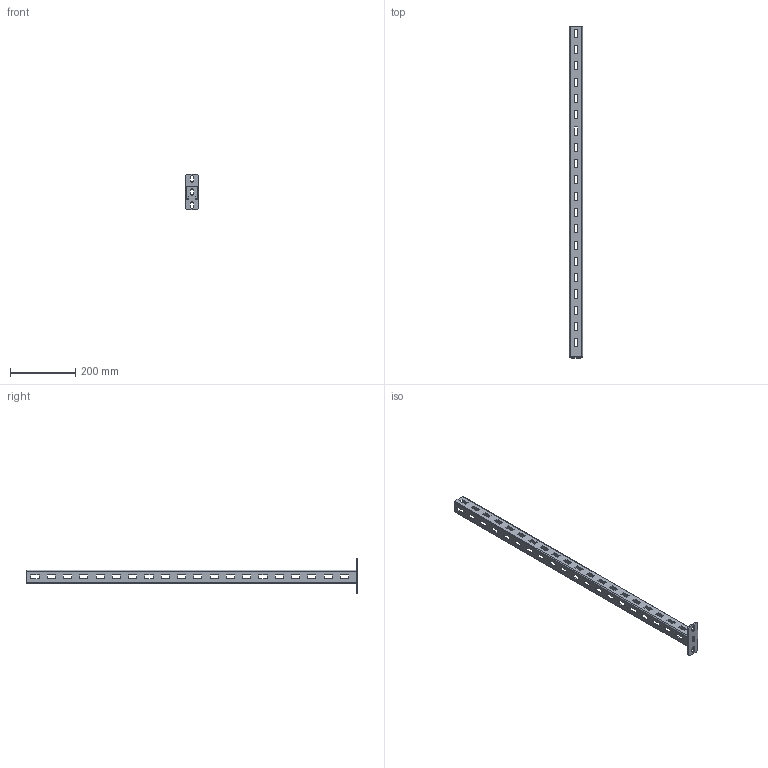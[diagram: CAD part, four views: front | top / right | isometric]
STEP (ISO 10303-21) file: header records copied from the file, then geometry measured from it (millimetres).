
FILE_DESCRIPTION((''),'2;1');
FILE_NAME('710911_ASM','2020-10-15T12:50:33',('tomas'),(''),'CREO PARAMETRIC BY PTC INC, 2019352','CREO PARAMETRIC BY PTC INC, 2019352','');
FILE_SCHEMA(('CONFIG_CONTROL_DESIGN'));
Length unit declared in the file: millimetre
Products named in the file (3): PODSTAWA_WPT_PRT; CWC40H47_1000_PRT; 710911_ASM
Assembly tree (2 placements, depth 2):
  710911_ASM
    PODSTAWA_WPT_PRT
    CWC40H47_1000_PRT
Bounding box: 40 x 1019 x 110 mm (x, y, z)
Volume: 256700.1 mm3; surface area: 264540.4 mm2
Topology: 2 solids, 2 shells, 316 faces, 888 edges, 576 vertices
Faces by surface type: plane 294, cylinder 22
Entity records: 10292 total; most frequent: CARTESIAN_POINT 1785, ORIENTED_EDGE 1776, DIRECTION 1574, EDGE_CURVE 888, VECTOR 844, LINE 844, VERTEX_POINT 576, EDGE_LOOP 442
